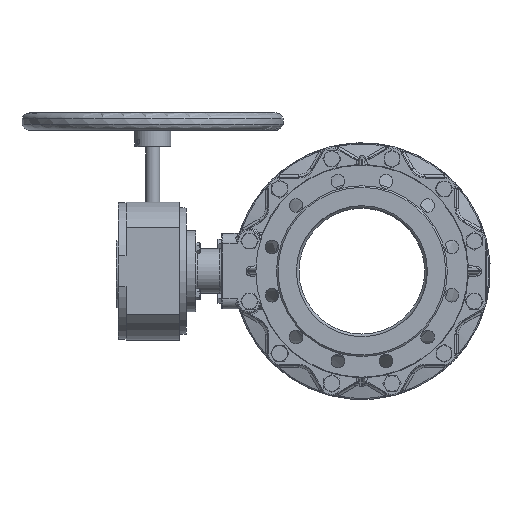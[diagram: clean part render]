
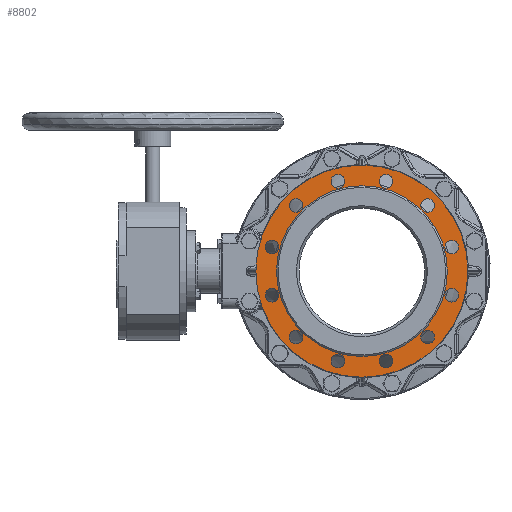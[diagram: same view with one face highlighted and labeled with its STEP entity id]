
A CAD part, left-side view. The second image highlights one B-rep face of the part: STEP entity #8802.
In plain terms, the highlighted planar face has unit normal (-1, 0, 0).
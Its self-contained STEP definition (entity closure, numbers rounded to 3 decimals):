
#424 = CARTESIAN_POINT ( 'NONE',  ( -222., -125.511, -138.511 ) ) ;
#1138 = CARTESIAN_POINT ( 'NONE',  ( -222., 171.452, -45.94 ) ) ;
#2205 = AXIS2_PLACEMENT_3D ( 'NONE', #15361, #55093, #21082 ) ;
#2574 = VERTEX_POINT ( 'NONE', #424 ) ;
#3438 = DIRECTION ( 'NONE',  ( 0., 0., 1. ) ) ;
#3905 = ORIENTED_EDGE ( 'NONE', *, *, #45346, .T. ) ;
#4915 = DIRECTION ( 'NONE',  ( -1., 0., 0. ) ) ;
#5867 = EDGE_CURVE ( 'NONE', #30319, #30319, #20931, .T. ) ;
#6870 = DIRECTION ( 'NONE',  ( 0., 0., -1. ) ) ;
#7188 = DIRECTION ( 'NONE',  ( 1., 0., 0. ) ) ;
#7272 = EDGE_LOOP ( 'NONE', ( #28359 ) ) ;
#7362 = AXIS2_PLACEMENT_3D ( 'NONE', #58284, #24272, #64048 ) ;
#8201 = EDGE_LOOP ( 'NONE', ( #11034 ) ) ;
#8802 = ADVANCED_FACE ( 'NONE', ( #56938, #28538, #72168, #41843, #26747, #11625, #70369, #55166, #40045, #24955, #9850, #68559, #53382, #38269 ), #11181, .F. ) ;
#9032 = ORIENTED_EDGE ( 'NONE', *, *, #12828, .T. ) ;
#9186 = CARTESIAN_POINT ( 'NONE',  ( -222., 45.94, -184.452 ) ) ;
#9850 = FACE_BOUND ( 'NONE', #19251, .T. ) ;
#10408 = CARTESIAN_POINT ( 'NONE',  ( -222., -45.94, 171.452 ) ) ;
#10728 = EDGE_LOOP ( 'NONE', ( #15050 ) ) ;
#11034 = ORIENTED_EDGE ( 'NONE', *, *, #35436, .T. ) ;
#11181 = PLANE ( 'NONE',  #68029 ) ;
#11625 = FACE_BOUND ( 'NONE', #49618, .T. ) ;
#12674 = CARTESIAN_POINT ( 'NONE',  ( -222., 0., 163. ) ) ;
#12828 = EDGE_CURVE ( 'NONE', #51613, #51613, #69141, .T. ) ;
#13070 = ORIENTED_EDGE ( 'NONE', *, *, #39571, .T. ) ;
#13732 = CIRCLE ( 'NONE', #26769, 13. ) ;
#14642 = EDGE_CURVE ( 'NONE', #63195, #63195, #28201, .T. ) ;
#15050 = ORIENTED_EDGE ( 'NONE', *, *, #14642, .T. ) ;
#15361 = CARTESIAN_POINT ( 'NONE',  ( -222., -125.511, 125.511 ) ) ;
#15369 = CARTESIAN_POINT ( 'NONE',  ( -222., 171.452, -58.94 ) ) ;
#16089 = DIRECTION ( 'NONE',  ( 0., 0., -1. ) ) ;
#16361 = AXIS2_PLACEMENT_3D ( 'NONE', #18491, #58224, #24216 ) ;
#16395 = EDGE_LOOP ( 'NONE', ( #49339 ) ) ;
#16402 = ORIENTED_EDGE ( 'NONE', *, *, #25217, .T. ) ;
#16840 = CARTESIAN_POINT ( 'NONE',  ( -222., 125.511, 112.511 ) ) ;
#17682 = VERTEX_POINT ( 'NONE', #34470 ) ;
#18180 = CIRCLE ( 'NONE', #37180, 202.5 ) ;
#18491 = CARTESIAN_POINT ( 'NONE',  ( -222., -125.511, -125.511 ) ) ;
#19022 = ORIENTED_EDGE ( 'NONE', *, *, #53063, .T. ) ;
#19251 = EDGE_LOOP ( 'NONE', ( #41389 ) ) ;
#20931 = CIRCLE ( 'NONE', #31212, 163. ) ;
#21082 = DIRECTION ( 'NONE',  ( 0., 0., -1. ) ) ;
#21269 = CARTESIAN_POINT ( 'NONE',  ( -222., -171.452, 45.94 ) ) ;
#21355 = CARTESIAN_POINT ( 'NONE',  ( -222., 45.94, 158.452 ) ) ;
#21545 = EDGE_CURVE ( 'NONE', #71243, #71243, #54734, .T. ) ;
#22017 = EDGE_LOOP ( 'NONE', ( #50344 ) ) ;
#22302 = AXIS2_PLACEMENT_3D ( 'NONE', #25061, #64821, #30766 ) ;
#22596 = DIRECTION ( 'NONE',  ( 1., 0., 0. ) ) ;
#23109 = VERTEX_POINT ( 'NONE', #49634 ) ;
#23158 = CIRCLE ( 'NONE', #2205, 13. ) ;
#23241 = DIRECTION ( 'NONE',  ( 1., 0., 0. ) ) ;
#23967 = VERTEX_POINT ( 'NONE', #50369 ) ;
#24216 = DIRECTION ( 'NONE',  ( 0., 0., -1. ) ) ;
#24272 = DIRECTION ( 'NONE',  ( 1., 0., 0. ) ) ;
#24955 = FACE_BOUND ( 'NONE', #45108, .T. ) ;
#24962 = EDGE_LOOP ( 'NONE', ( #40157 ) ) ;
#25061 = CARTESIAN_POINT ( 'NONE',  ( -222., 45.94, -171.452 ) ) ;
#25217 = EDGE_CURVE ( 'NONE', #37349, #37349, #27828, .T. ) ;
#26332 = AXIS2_PLACEMENT_3D ( 'NONE', #57260, #23241, #63014 ) ;
#26635 = EDGE_LOOP ( 'NONE', ( #16402 ) ) ;
#26747 = FACE_BOUND ( 'NONE', #24962, .T. ) ;
#26769 = AXIS2_PLACEMENT_3D ( 'NONE', #66669, #32607, #72444 ) ;
#26988 = DIRECTION ( 'NONE',  ( 0., 0., -1. ) ) ;
#27484 = DIRECTION ( 'NONE',  ( 1., 0., 0. ) ) ;
#27828 = CIRCLE ( 'NONE', #22302, 13. ) ;
#28201 = CIRCLE ( 'NONE', #67386, 13. ) ;
#28359 = ORIENTED_EDGE ( 'NONE', *, *, #52178, .T. ) ;
#28538 = FACE_BOUND ( 'NONE', #7272, .T. ) ;
#29308 = VERTEX_POINT ( 'NONE', #44444 ) ;
#30298 = CARTESIAN_POINT ( 'NONE',  ( -222., -45.94, 158.452 ) ) ;
#30319 = VERTEX_POINT ( 'NONE', #12674 ) ;
#30766 = DIRECTION ( 'NONE',  ( 0., 0., -1. ) ) ;
#31212 = AXIS2_PLACEMENT_3D ( 'NONE', #71595, #37447, #3438 ) ;
#32244 = DIRECTION ( 'NONE',  ( 1., 0., 0. ) ) ;
#32607 = DIRECTION ( 'NONE',  ( 1., 0., 0. ) ) ;
#32849 = CIRCLE ( 'NONE', #56966, 13. ) ;
#33141 = AXIS2_PLACEMENT_3D ( 'NONE', #61491, #27484, #67243 ) ;
#34470 = CARTESIAN_POINT ( 'NONE',  ( -222., 171.452, 32.94 ) ) ;
#34946 = ORIENTED_EDGE ( 'NONE', *, *, #38912, .T. ) ;
#35436 = EDGE_CURVE ( 'NONE', #56886, #56886, #47760, .T. ) ;
#37180 = AXIS2_PLACEMENT_3D ( 'NONE', #38929, #4915, #44665 ) ;
#37279 = VERTEX_POINT ( 'NONE', #61826 ) ;
#37349 = VERTEX_POINT ( 'NONE', #9186 ) ;
#37447 = DIRECTION ( 'NONE',  ( -1., 0., 0. ) ) ;
#38269 = FACE_OUTER_BOUND ( 'NONE', #40310, .T. ) ;
#38912 = EDGE_CURVE ( 'NONE', #23109, #23109, #18180, .T. ) ;
#38929 = CARTESIAN_POINT ( 'NONE',  ( -222., 0., 0. ) ) ;
#39571 = EDGE_CURVE ( 'NONE', #51541, #51541, #13732, .T. ) ;
#40045 = FACE_BOUND ( 'NONE', #10728, .T. ) ;
#40157 = ORIENTED_EDGE ( 'NONE', *, *, #70367, .T. ) ;
#40310 = EDGE_LOOP ( 'NONE', ( #34946 ) ) ;
#40893 = DIRECTION ( 'NONE',  ( 1., 0., 0. ) ) ;
#41055 = EDGE_LOOP ( 'NONE', ( #19022 ) ) ;
#41202 = CARTESIAN_POINT ( 'NONE',  ( -222., 171.452, 45.94 ) ) ;
#41389 = ORIENTED_EDGE ( 'NONE', *, *, #59714, .T. ) ;
#41461 = CARTESIAN_POINT ( 'NONE',  ( -222., -171.452, -58.94 ) ) ;
#41843 = FACE_BOUND ( 'NONE', #56324, .T. ) ;
#42049 = AXIS2_PLACEMENT_3D ( 'NONE', #41202, #7188, #46903 ) ;
#44444 = CARTESIAN_POINT ( 'NONE',  ( -222., -45.94, -184.452 ) ) ;
#44665 = DIRECTION ( 'NONE',  ( 0., 0., 1. ) ) ;
#45108 = EDGE_LOOP ( 'NONE', ( #13070 ) ) ;
#45188 = CARTESIAN_POINT ( 'NONE',  ( -222., -163., 0. ) ) ;
#45346 = EDGE_CURVE ( 'NONE', #29308, #29308, #32849, .T. ) ;
#46903 = DIRECTION ( 'NONE',  ( 0., 0., -1. ) ) ;
#47760 = CIRCLE ( 'NONE', #48942, 13. ) ;
#48272 = AXIS2_PLACEMENT_3D ( 'NONE', #21269, #61003, #26988 ) ;
#48647 = CARTESIAN_POINT ( 'NONE',  ( -222., -171.452, 32.94 ) ) ;
#48942 = AXIS2_PLACEMENT_3D ( 'NONE', #1138, #40893, #6870 ) ;
#49339 = ORIENTED_EDGE ( 'NONE', *, *, #21545, .T. ) ;
#49618 = EDGE_LOOP ( 'NONE', ( #9032 ) ) ;
#49634 = CARTESIAN_POINT ( 'NONE',  ( -222., 0., 202.5 ) ) ;
#49881 = CIRCLE ( 'NONE', #33141, 13. ) ;
#50116 = DIRECTION ( 'NONE',  ( 1., 0., 0. ) ) ;
#50344 = ORIENTED_EDGE ( 'NONE', *, *, #5867, .F. ) ;
#50369 = CARTESIAN_POINT ( 'NONE',  ( -222., 125.511, -138.511 ) ) ;
#51541 = VERTEX_POINT ( 'NONE', #21355 ) ;
#51613 = VERTEX_POINT ( 'NONE', #41461 ) ;
#52178 = EDGE_CURVE ( 'NONE', #23967, #23967, #49881, .T. ) ;
#53063 = EDGE_CURVE ( 'NONE', #37279, #37279, #23158, .T. ) ;
#53382 = FACE_BOUND ( 'NONE', #22017, .T. ) ;
#54734 = CIRCLE ( 'NONE', #48272, 13. ) ;
#55093 = DIRECTION ( 'NONE',  ( 1., 0., 0. ) ) ;
#55166 = FACE_BOUND ( 'NONE', #41055, .T. ) ;
#56324 = EDGE_LOOP ( 'NONE', ( #3905 ) ) ;
#56619 = CIRCLE ( 'NONE', #42049, 13. ) ;
#56886 = VERTEX_POINT ( 'NONE', #15369 ) ;
#56938 = FACE_BOUND ( 'NONE', #8201, .T. ) ;
#56966 = AXIS2_PLACEMENT_3D ( 'NONE', #66310, #32244, #72070 ) ;
#57260 = CARTESIAN_POINT ( 'NONE',  ( -222., -171.452, -45.94 ) ) ;
#58224 = DIRECTION ( 'NONE',  ( 1., 0., 0. ) ) ;
#58284 = CARTESIAN_POINT ( 'NONE',  ( -222., 125.511, 125.511 ) ) ;
#58588 = VERTEX_POINT ( 'NONE', #16840 ) ;
#59714 = EDGE_CURVE ( 'NONE', #58588, #58588, #73359, .T. ) ;
#60138 = ORIENTED_EDGE ( 'NONE', *, *, #69800, .T. ) ;
#61003 = DIRECTION ( 'NONE',  ( 1., 0., 0. ) ) ;
#61491 = CARTESIAN_POINT ( 'NONE',  ( -222., 125.511, -125.511 ) ) ;
#61826 = CARTESIAN_POINT ( 'NONE',  ( -222., -125.511, 112.511 ) ) ;
#62349 = DIRECTION ( 'NONE',  ( 0., 0., -1. ) ) ;
#62855 = EDGE_LOOP ( 'NONE', ( #60138 ) ) ;
#63014 = DIRECTION ( 'NONE',  ( 0., 0., -1. ) ) ;
#63195 = VERTEX_POINT ( 'NONE', #30298 ) ;
#64048 = DIRECTION ( 'NONE',  ( 0., 0., -1. ) ) ;
#64821 = DIRECTION ( 'NONE',  ( 1., 0., 0. ) ) ;
#66310 = CARTESIAN_POINT ( 'NONE',  ( -222., -45.94, -171.452 ) ) ;
#66669 = CARTESIAN_POINT ( 'NONE',  ( -222., 45.94, 171.452 ) ) ;
#67243 = DIRECTION ( 'NONE',  ( 0., 0., -1. ) ) ;
#67386 = AXIS2_PLACEMENT_3D ( 'NONE', #10408, #50116, #16089 ) ;
#68029 = AXIS2_PLACEMENT_3D ( 'NONE', #45188, #22596, #62349 ) ;
#68559 = FACE_BOUND ( 'NONE', #62855, .T. ) ;
#69096 = CIRCLE ( 'NONE', #16361, 13. ) ;
#69141 = CIRCLE ( 'NONE', #26332, 13. ) ;
#69800 = EDGE_CURVE ( 'NONE', #17682, #17682, #56619, .T. ) ;
#70367 = EDGE_CURVE ( 'NONE', #2574, #2574, #69096, .T. ) ;
#70369 = FACE_BOUND ( 'NONE', #16395, .T. ) ;
#71243 = VERTEX_POINT ( 'NONE', #48647 ) ;
#71595 = CARTESIAN_POINT ( 'NONE',  ( -222., 0., 0. ) ) ;
#72070 = DIRECTION ( 'NONE',  ( 0., 0., -1. ) ) ;
#72168 = FACE_BOUND ( 'NONE', #26635, .T. ) ;
#72444 = DIRECTION ( 'NONE',  ( 0., 0., -1. ) ) ;
#73359 = CIRCLE ( 'NONE', #7362, 13. ) ;
